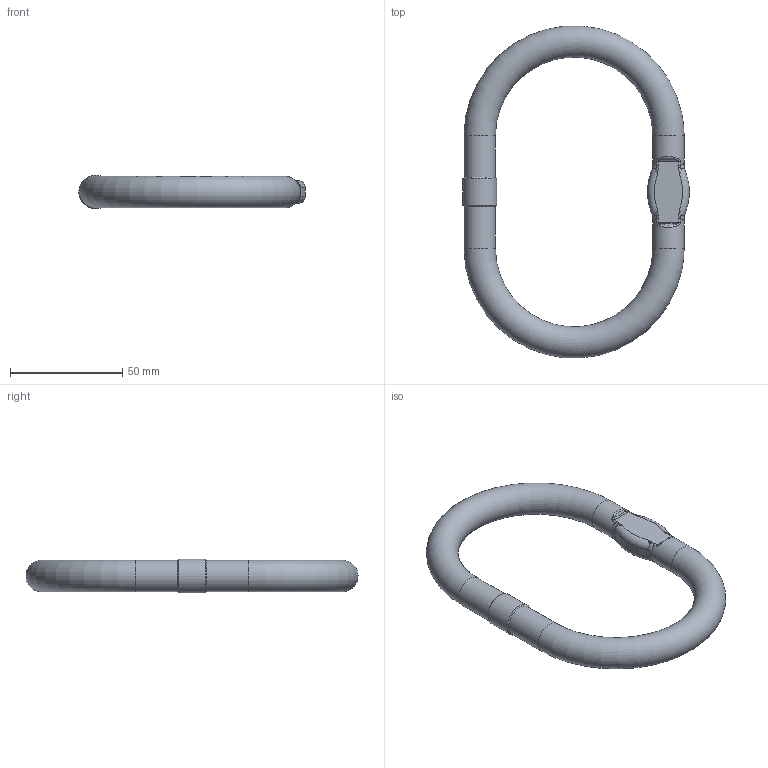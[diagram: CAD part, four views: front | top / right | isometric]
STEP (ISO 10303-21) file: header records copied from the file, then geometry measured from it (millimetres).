
FILE_DESCRIPTION(/* description */ (''),/* implementation_level */ '2;1');
FILE_NAME(/* name */ 'MW 13 Kundenmodell_stp',/* time_stamp */ '2009-08-27T09:16:31+02:00',/* author */ (''),/* organization */ (''),/* preprocessor_version */ 'ST-DEVELOPER v9',/* originating_system */ 'UGS - NX 4.0',/* authorisation */ '');
FILE_SCHEMA (('AUTOMOTIVE_DESIGN { 1 0 10303 214 1 1 1 1 }'));
Length unit declared in the file: millimetre
Products named in the file (1): BAKRD53B0td9
Bounding box: 100.77 x 147.82 x 15.05 mm (x, y, z)
Volume: 56308.2 mm3; surface area: 16191.3 mm2
Topology: 1 solids, 1 shells, 81 faces, 206 edges, 109 vertices
Faces by surface type: bspline 48, cylinder 19, torus 6, plane 6, cone 2
Full cylindrical faces by diameter (mm): 14 x4, 15.05 x1
Entity records: 3397 total; most frequent: CARTESIAN_POINT 1901, ORIENTED_EDGE 352, DIRECTION 236, EDGE_CURVE 176, AXIS2_PLACEMENT_3D 106, VERTEX_POINT 104, EDGE_LOOP 90, ADVANCED_FACE 81
